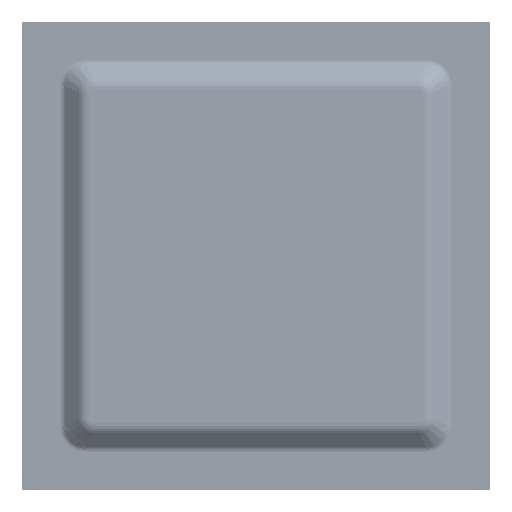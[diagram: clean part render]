
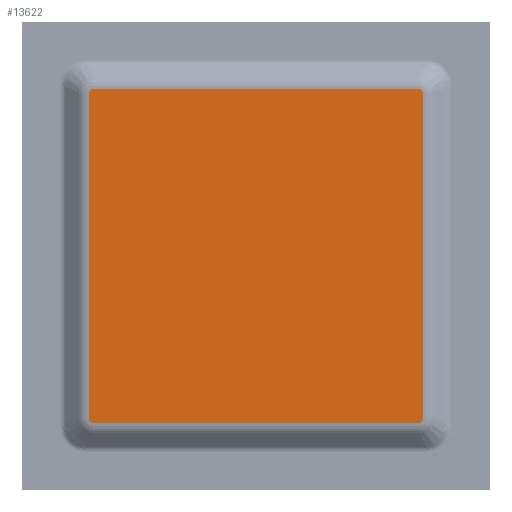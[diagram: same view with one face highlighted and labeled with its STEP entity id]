
A CAD part, top view. The second image highlights one B-rep face of the part: STEP entity #13622.
In plain terms, the highlighted face is planar.
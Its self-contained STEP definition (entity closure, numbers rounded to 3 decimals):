
#11655=CARTESIAN_POINT('',(8.219,1.4,-8.01));
#11656=CARTESIAN_POINT('',(8.219,1.4,-8.014));
#11657=CARTESIAN_POINT('',(8.219,1.4,-8.024));
#11658=CARTESIAN_POINT('',(8.216,1.4,-8.041));
#11659=CARTESIAN_POINT('',(8.212,1.4,-8.06));
#11660=CARTESIAN_POINT('',(8.205,1.4,-8.079));
#11661=CARTESIAN_POINT('',(8.195,1.4,-8.099));
#11662=CARTESIAN_POINT('',(8.184,1.4,-8.118));
#11663=CARTESIAN_POINT('',(8.17,1.4,-8.137));
#11664=CARTESIAN_POINT('',(8.154,1.4,-8.154));
#11665=CARTESIAN_POINT('',(8.137,1.4,-8.17));
#11666=CARTESIAN_POINT('',(8.118,1.4,-8.184));
#11667=CARTESIAN_POINT('',(8.099,1.4,-8.195));
#11668=CARTESIAN_POINT('',(8.079,1.4,-8.205));
#11669=CARTESIAN_POINT('',(8.06,1.4,-8.212));
#11670=CARTESIAN_POINT('',(8.041,1.4,-8.216));
#11671=CARTESIAN_POINT('',(8.024,1.4,-8.219));
#11672=CARTESIAN_POINT('',(8.014,1.4,-8.219));
#11673=CARTESIAN_POINT('',(8.01,1.4,-8.219));
#11678=DIRECTION('',(0.,0.,-1.));
#11679=VECTOR('',#11678,16.019);
#11680=CARTESIAN_POINT('',(8.219,1.4,8.01));
#11681=LINE('',#11680,#11679);
#11685=CARTESIAN_POINT('',(8.01,1.4,8.219));
#11686=CARTESIAN_POINT('',(8.014,1.4,8.219));
#11687=CARTESIAN_POINT('',(8.024,1.4,8.219));
#11688=CARTESIAN_POINT('',(8.041,1.4,8.216));
#11689=CARTESIAN_POINT('',(8.06,1.4,8.212));
#11690=CARTESIAN_POINT('',(8.079,1.4,8.205));
#11691=CARTESIAN_POINT('',(8.099,1.4,8.195));
#11692=CARTESIAN_POINT('',(8.118,1.4,8.184));
#11693=CARTESIAN_POINT('',(8.137,1.4,8.17));
#11694=CARTESIAN_POINT('',(8.154,1.4,8.154));
#11695=CARTESIAN_POINT('',(8.17,1.4,8.137));
#11696=CARTESIAN_POINT('',(8.184,1.4,8.118));
#11697=CARTESIAN_POINT('',(8.195,1.4,8.099));
#11698=CARTESIAN_POINT('',(8.205,1.4,8.079));
#11699=CARTESIAN_POINT('',(8.212,1.4,8.06));
#11700=CARTESIAN_POINT('',(8.216,1.4,8.041));
#11701=CARTESIAN_POINT('',(8.219,1.4,8.024));
#11702=CARTESIAN_POINT('',(8.219,1.4,8.014));
#11703=CARTESIAN_POINT('',(8.219,1.4,8.01));
#11708=DIRECTION('',(1.,0.,0.));
#11709=VECTOR('',#11708,16.019);
#11710=CARTESIAN_POINT('',(-8.01,1.4,8.219));
#11711=LINE('',#11710,#11709);
#11715=CARTESIAN_POINT('',(-8.219,1.4,8.01));
#11716=CARTESIAN_POINT('',(-8.219,1.4,8.014));
#11717=CARTESIAN_POINT('',(-8.219,1.4,8.024));
#11718=CARTESIAN_POINT('',(-8.216,1.4,8.041));
#11719=CARTESIAN_POINT('',(-8.212,1.4,8.06));
#11720=CARTESIAN_POINT('',(-8.205,1.4,8.079));
#11721=CARTESIAN_POINT('',(-8.195,1.4,8.099));
#11722=CARTESIAN_POINT('',(-8.184,1.4,8.118));
#11723=CARTESIAN_POINT('',(-8.17,1.4,8.137));
#11724=CARTESIAN_POINT('',(-8.154,1.4,8.154));
#11725=CARTESIAN_POINT('',(-8.137,1.4,8.17));
#11726=CARTESIAN_POINT('',(-8.118,1.4,8.184));
#11727=CARTESIAN_POINT('',(-8.099,1.4,8.195));
#11728=CARTESIAN_POINT('',(-8.079,1.4,8.205));
#11729=CARTESIAN_POINT('',(-8.06,1.4,8.212));
#11730=CARTESIAN_POINT('',(-8.041,1.4,8.216));
#11731=CARTESIAN_POINT('',(-8.024,1.4,8.219));
#11732=CARTESIAN_POINT('',(-8.014,1.4,8.219));
#11733=CARTESIAN_POINT('',(-8.01,1.4,8.219));
#11738=DIRECTION('',(0.,0.,1.));
#11739=VECTOR('',#11738,16.019);
#11740=CARTESIAN_POINT('',(-8.219,1.4,-8.01));
#11741=LINE('',#11740,#11739);
#11745=CARTESIAN_POINT('',(-8.01,1.4,-8.219));
#11746=CARTESIAN_POINT('',(-8.014,1.4,-8.219));
#11747=CARTESIAN_POINT('',(-8.024,1.4,-8.219));
#11748=CARTESIAN_POINT('',(-8.041,1.4,-8.216));
#11749=CARTESIAN_POINT('',(-8.06,1.4,-8.212));
#11750=CARTESIAN_POINT('',(-8.079,1.4,-8.205));
#11751=CARTESIAN_POINT('',(-8.099,1.4,-8.195));
#11752=CARTESIAN_POINT('',(-8.118,1.4,-8.184));
#11753=CARTESIAN_POINT('',(-8.137,1.4,-8.17));
#11754=CARTESIAN_POINT('',(-8.154,1.4,-8.154));
#11755=CARTESIAN_POINT('',(-8.17,1.4,-8.137));
#11756=CARTESIAN_POINT('',(-8.184,1.4,-8.118));
#11757=CARTESIAN_POINT('',(-8.195,1.4,-8.099));
#11758=CARTESIAN_POINT('',(-8.205,1.4,-8.079));
#11759=CARTESIAN_POINT('',(-8.212,1.4,-8.06));
#11760=CARTESIAN_POINT('',(-8.216,1.4,-8.041));
#11761=CARTESIAN_POINT('',(-8.219,1.4,-8.024));
#11762=CARTESIAN_POINT('',(-8.219,1.4,-8.014));
#11763=CARTESIAN_POINT('',(-8.219,1.4,-8.01));
#11768=DIRECTION('',(-1.,0.,0.));
#11769=VECTOR('',#11768,16.019);
#11770=CARTESIAN_POINT('',(8.01,1.4,-8.219));
#11771=LINE('',#11770,#11769);
#12541=VERTEX_POINT('',#11655);
#12542=VERTEX_POINT('',#11673);
#12545=CARTESIAN_POINT('',(-8.01,1.4,-8.219));
#12546=VERTEX_POINT('',#12545);
#12549=VERTEX_POINT('',#11763);
#12551=CARTESIAN_POINT('',(-8.219,1.4,8.01));
#12552=VERTEX_POINT('',#12551);
#12555=VERTEX_POINT('',#11733);
#12557=CARTESIAN_POINT('',(8.01,1.4,8.219));
#12558=VERTEX_POINT('',#12557);
#12561=VERTEX_POINT('',#11703);
#13600=CARTESIAN_POINT('',(0.,1.4,0.));
#13601=DIRECTION('',(0.,1.,0.));
#13602=DIRECTION('',(1.,0.,0.));
#13603=AXIS2_PLACEMENT_3D('',#13600,#13601,#13602);
#13604=PLANE('',#13603);
#13606=ORIENTED_EDGE('',*,*,#13605,.F.);
#13608=ORIENTED_EDGE('',*,*,#13607,.F.);
#13610=ORIENTED_EDGE('',*,*,#13609,.F.);
#13612=ORIENTED_EDGE('',*,*,#13611,.F.);
#13614=ORIENTED_EDGE('',*,*,#13613,.F.);
#13615=ORIENTED_EDGE('',*,*,#13590,.F.);
#13617=ORIENTED_EDGE('',*,*,#13616,.F.);
#13619=ORIENTED_EDGE('',*,*,#13618,.F.);
#13620=EDGE_LOOP('',(#13606,#13608,#13610,#13612,#13614,#13615,#13617,#13619));
#13621=FACE_OUTER_BOUND('',#13620,.F.);
#13622=ADVANCED_FACE('',(#13621),#13604,.T.);
#11674=B_SPLINE_CURVE_WITH_KNOTS('',3,(#11655,#11656,#11657,#11658,#11659,
#11660,#11661,#11662,#11663,#11664,#11665,#11666,#11667,#11668,#11669,#11670,
#11671,#11672,#11673),.UNSPECIFIED.,.F.,.F.,(4,1,1,1,1,1,1,1,1,1,1,1,1,1,1,1,4),
(0.,0.063,0.125,0.188,0.25,0.313,0.375,0.438,0.5,0.563,
0.625,0.688,0.75,0.813,0.875,0.938,1.),.UNSPECIFIED.);
#11704=B_SPLINE_CURVE_WITH_KNOTS('',3,(#11685,#11686,#11687,#11688,#11689,
#11690,#11691,#11692,#11693,#11694,#11695,#11696,#11697,#11698,#11699,#11700,
#11701,#11702,#11703),.UNSPECIFIED.,.F.,.F.,(4,1,1,1,1,1,1,1,1,1,1,1,1,1,1,1,4),
(0.,0.063,0.125,0.188,0.25,0.313,0.375,0.438,0.5,0.563,
0.625,0.688,0.75,0.813,0.875,0.938,1.),.UNSPECIFIED.);
#11734=B_SPLINE_CURVE_WITH_KNOTS('',3,(#11715,#11716,#11717,#11718,#11719,
#11720,#11721,#11722,#11723,#11724,#11725,#11726,#11727,#11728,#11729,#11730,
#11731,#11732,#11733),.UNSPECIFIED.,.F.,.F.,(4,1,1,1,1,1,1,1,1,1,1,1,1,1,1,1,4),
(0.,0.063,0.125,0.188,0.25,0.313,0.375,0.438,0.5,0.563,
0.625,0.688,0.75,0.813,0.875,0.938,1.),.UNSPECIFIED.);
#11764=B_SPLINE_CURVE_WITH_KNOTS('',3,(#11745,#11746,#11747,#11748,#11749,
#11750,#11751,#11752,#11753,#11754,#11755,#11756,#11757,#11758,#11759,#11760,
#11761,#11762,#11763),.UNSPECIFIED.,.F.,.F.,(4,1,1,1,1,1,1,1,1,1,1,1,1,1,1,1,4),
(0.,0.063,0.125,0.188,0.25,0.313,0.375,0.438,0.5,0.563,
0.625,0.688,0.75,0.813,0.875,0.938,1.),.UNSPECIFIED.);
#13590=EDGE_CURVE('',#12549,#12552,#11741,.T.);
#13605=EDGE_CURVE('',#12541,#12542,#11674,.T.);
#13607=EDGE_CURVE('',#12561,#12541,#11681,.T.);
#13609=EDGE_CURVE('',#12558,#12561,#11704,.T.);
#13611=EDGE_CURVE('',#12555,#12558,#11711,.T.);
#13613=EDGE_CURVE('',#12552,#12555,#11734,.T.);
#13616=EDGE_CURVE('',#12546,#12549,#11764,.T.);
#13618=EDGE_CURVE('',#12542,#12546,#11771,.T.);
